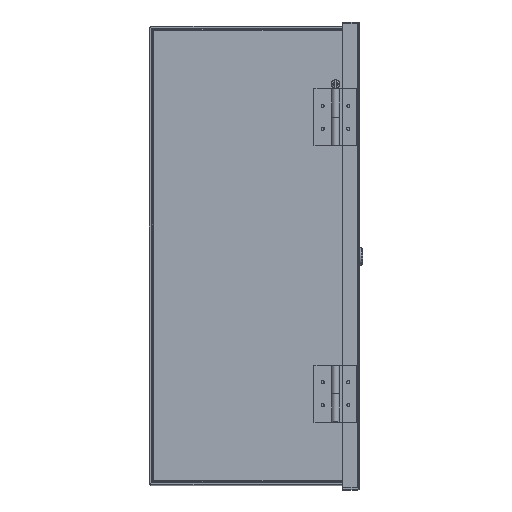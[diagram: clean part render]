
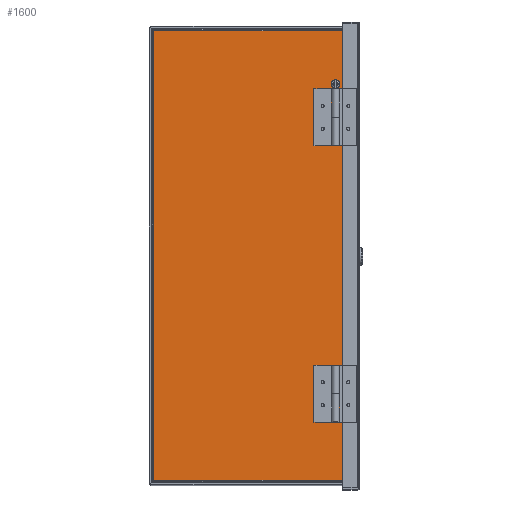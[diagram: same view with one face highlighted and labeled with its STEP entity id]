
A CAD part, top view. The second image highlights one B-rep face of the part: STEP entity #1600.
In plain terms, the highlighted face is planar.
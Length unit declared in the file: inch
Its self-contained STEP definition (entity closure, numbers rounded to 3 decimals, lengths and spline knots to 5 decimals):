
#512 = VERTEX_POINT ( 'NONE', #15094 ) ;
#624 = ORIENTED_EDGE ( 'NONE', *, *, #4807, .T. ) ;
#698 = ORIENTED_EDGE ( 'NONE', *, *, #16405, .T. ) ;
#862 = ORIENTED_EDGE ( 'NONE', *, *, #20876, .T. ) ;
#1227 = VERTEX_POINT ( 'NONE', #12389 ) ;
#1264 = CARTESIAN_POINT ( 'NONE',  ( -12., -7.628, 6.5305 ) ) ;
#1521 = VERTEX_POINT ( 'NONE', #7753 ) ;
#1600 = ADVANCED_FACE ( 'NONE', ( #21863, #5001, #11755, #23383, #16625, #7111 ), #16209, .T. ) ;
#1784 = EDGE_LOOP ( 'NONE', ( #11470, #15976, #862, #24625, #23658, #624 ) ) ;
#2394 = CARTESIAN_POINT ( 'NONE',  ( -12., -0.187, -9.8135 ) ) ;
#2562 = DIRECTION ( 'NONE',  ( 0., -1., 0. ) ) ;
#2574 = CIRCLE ( 'NONE', #9026, 0.07 ) ;
#2745 = DIRECTION ( 'NONE',  ( 0., -1., 0. ) ) ;
#2759 = DIRECTION ( 'NONE',  ( 0., -1., 0. ) ) ;
#3051 = CARTESIAN_POINT ( 'NONE',  ( -12., -8.117, 7.483 ) ) ;
#3128 = DIRECTION ( 'NONE',  ( 1., 0., 0. ) ) ;
#3819 = CARTESIAN_POINT ( 'NONE',  ( -12., -0.187, 9.8135 ) ) ;
#4159 = CIRCLE ( 'NONE', #24475, 0.07 ) ;
#4349 = LINE ( 'NONE', #12322, #12022 ) ;
#4694 = DIRECTION ( 'NONE',  ( 1., 0., 0. ) ) ;
#4709 = LINE ( 'NONE', #25253, #10831 ) ;
#4807 = EDGE_CURVE ( 'NONE', #1521, #10809, #20386, .T. ) ;
#4880 = EDGE_CURVE ( 'NONE', #16010, #14182, #23135, .T. ) ;
#4964 = VERTEX_POINT ( 'NONE', #6792 ) ;
#4974 = CARTESIAN_POINT ( 'NONE',  ( -12., -0.187, -9.8135 ) ) ;
#5001 = FACE_BOUND ( 'NONE', #13568, .T. ) ;
#5344 = CARTESIAN_POINT ( 'NONE',  ( -12., -8.892, 9.3275 ) ) ;
#5690 = AXIS2_PLACEMENT_3D ( 'NONE', #10732, #12764, #8807 ) ;
#6074 = CIRCLE ( 'NONE', #17762, 0.07 ) ;
#6113 = LINE ( 'NONE', #12208, #16806 ) ;
#6792 = CARTESIAN_POINT ( 'NONE',  ( -12., -8.892, -9.8135 ) ) ;
#7111 = FACE_BOUND ( 'NONE', #13590, .T. ) ;
#7741 = CARTESIAN_POINT ( 'NONE',  ( -12., -8.202, 7.483 ) ) ;
#7753 = CARTESIAN_POINT ( 'NONE',  ( -12., -8.892, -9.3275 ) ) ;
#8146 = EDGE_LOOP ( 'NONE', ( #8863, #11239 ) ) ;
#8187 = EDGE_CURVE ( 'NONE', #11264, #13265, #22625, .T. ) ;
#8807 = DIRECTION ( 'NONE',  ( 0., -1., 0. ) ) ;
#8819 = DIRECTION ( 'NONE',  ( 0., -1., 0. ) ) ;
#8852 = EDGE_CURVE ( 'NONE', #1227, #11419, #4159, .T. ) ;
#8863 = ORIENTED_EDGE ( 'NONE', *, *, #15868, .T. ) ;
#9026 = AXIS2_PLACEMENT_3D ( 'NONE', #21255, #9415, #25204 ) ;
#9060 = AXIS2_PLACEMENT_3D ( 'NONE', #2394, #17920, #18266 ) ;
#9231 = DIRECTION ( 'NONE',  ( 0., -1., 0. ) ) ;
#9415 = DIRECTION ( 'NONE',  ( 1., 0., 0. ) ) ;
#9475 = DIRECTION ( 'NONE',  ( 0., 0., -1. ) ) ;
#9979 = DIRECTION ( 'NONE',  ( 0., 1., 0. ) ) ;
#10377 = DIRECTION ( 'NONE',  ( 1., 0., 0. ) ) ;
#10608 = DIRECTION ( 'NONE',  ( 0., 0., 1. ) ) ;
#10732 = CARTESIAN_POINT ( 'NONE',  ( -12., -7.558, -5.5315 ) ) ;
#10809 = VERTEX_POINT ( 'NONE', #5344 ) ;
#10831 = VECTOR ( 'NONE', #9475, 39.37008 ) ;
#11106 = CARTESIAN_POINT ( 'NONE',  ( -12., -8.892, 9.8135 ) ) ;
#11239 = ORIENTED_EDGE ( 'NONE', *, *, #19504, .T. ) ;
#11264 = VERTEX_POINT ( 'NONE', #11106 ) ;
#11419 = VERTEX_POINT ( 'NONE', #16099 ) ;
#11470 = ORIENTED_EDGE ( 'NONE', *, *, #22431, .T. ) ;
#11576 = CARTESIAN_POINT ( 'NONE',  ( -12., -0.187, 9.8135 ) ) ;
#11755 = FACE_BOUND ( 'NONE', #12154, .T. ) ;
#11879 = CIRCLE ( 'NONE', #24096, 0.085 ) ;
#12022 = VECTOR ( 'NONE', #23895, 39.37008 ) ;
#12154 = EDGE_LOOP ( 'NONE', ( #15111, #16030 ) ) ;
#12208 = CARTESIAN_POINT ( 'NONE',  ( -12., -8.892, -9.8135 ) ) ;
#12296 = CARTESIAN_POINT ( 'NONE',  ( -12., -8.892, -9.8135 ) ) ;
#12322 = CARTESIAN_POINT ( 'NONE',  ( -12., -0.187, -9.8135 ) ) ;
#12334 = CARTESIAN_POINT ( 'NONE',  ( -12., -7.488, -5.5315 ) ) ;
#12389 = CARTESIAN_POINT ( 'NONE',  ( -12., -7.628, -6.5315 ) ) ;
#12471 = CARTESIAN_POINT ( 'NONE',  ( -12., -7.558, 5.5305 ) ) ;
#12504 = EDGE_CURVE ( 'NONE', #16263, #22512, #11879, .T. ) ;
#12556 = CARTESIAN_POINT ( 'NONE',  ( -12., -8.892, -9.8135 ) ) ;
#12764 = DIRECTION ( 'NONE',  ( 1., 0., 0. ) ) ;
#12817 = CIRCLE ( 'NONE', #24824, 0.07 ) ;
#12860 = CARTESIAN_POINT ( 'NONE',  ( -12., -7.558, -6.5315 ) ) ;
#13265 = VERTEX_POINT ( 'NONE', #11576 ) ;
#13568 = EDGE_LOOP ( 'NONE', ( #25321, #23229 ) ) ;
#13590 = EDGE_LOOP ( 'NONE', ( #16514, #13992 ) ) ;
#13788 = CIRCLE ( 'NONE', #15063, 0.085 ) ;
#13992 = ORIENTED_EDGE ( 'NONE', *, *, #4880, .T. ) ;
#14182 = VERTEX_POINT ( 'NONE', #1264 ) ;
#14227 = CIRCLE ( 'NONE', #5690, 0.07 ) ;
#14250 = DIRECTION ( 'NONE',  ( 1., 0., 0. ) ) ;
#14411 = DIRECTION ( 'NONE',  ( 0., 0., 1. ) ) ;
#14450 = CARTESIAN_POINT ( 'NONE',  ( -12., -7.558, -6.5315 ) ) ;
#14629 = DIRECTION ( 'NONE',  ( 1., 0., 0. ) ) ;
#14795 = DIRECTION ( 'NONE',  ( 0., -1., 0. ) ) ;
#14848 = CARTESIAN_POINT ( 'NONE',  ( -12., -8.117, 7.483 ) ) ;
#14948 = EDGE_CURVE ( 'NONE', #14182, #16010, #6074, .T. ) ;
#15063 = AXIS2_PLACEMENT_3D ( 'NONE', #3051, #18588, #8819 ) ;
#15094 = CARTESIAN_POINT ( 'NONE',  ( -12., -7.628, 5.5305 ) ) ;
#15111 = ORIENTED_EDGE ( 'NONE', *, *, #19779, .T. ) ;
#15868 = EDGE_CURVE ( 'NONE', #16633, #19728, #14227, .T. ) ;
#15976 = ORIENTED_EDGE ( 'NONE', *, *, #8187, .T. ) ;
#16010 = VERTEX_POINT ( 'NONE', #17533 ) ;
#16030 = ORIENTED_EDGE ( 'NONE', *, *, #18566, .T. ) ;
#16082 = VERTEX_POINT ( 'NONE', #22092 ) ;
#16099 = CARTESIAN_POINT ( 'NONE',  ( -12., -7.488, -6.5315 ) ) ;
#16209 = PLANE ( 'NONE',  #9060 ) ;
#16263 = VERTEX_POINT ( 'NONE', #24142 ) ;
#16405 = EDGE_CURVE ( 'NONE', #11419, #1227, #22453, .T. ) ;
#16514 = ORIENTED_EDGE ( 'NONE', *, *, #14948, .T. ) ;
#16573 = DIRECTION ( 'NONE',  ( 1., 0., 0. ) ) ;
#16625 = FACE_BOUND ( 'NONE', #19946, .T. ) ;
#16633 = VERTEX_POINT ( 'NONE', #23653 ) ;
#16806 = VECTOR ( 'NONE', #14411, 39.37008 ) ;
#17309 = AXIS2_PLACEMENT_3D ( 'NONE', #12860, #3128, #9231 ) ;
#17533 = CARTESIAN_POINT ( 'NONE',  ( -12., -7.488, 6.5305 ) ) ;
#17762 = AXIS2_PLACEMENT_3D ( 'NONE', #18620, #16573, #2759 ) ;
#17821 = EDGE_CURVE ( 'NONE', #22512, #16263, #13788, .T. ) ;
#17920 = DIRECTION ( 'NONE',  ( -1., 0., 0. ) ) ;
#17972 = LINE ( 'NONE', #12556, #22283 ) ;
#18201 = VECTOR ( 'NONE', #23952, 39.37008 ) ;
#18266 = DIRECTION ( 'NONE',  ( 0., -1., 0. ) ) ;
#18371 = DIRECTION ( 'NONE',  ( 0., -1., 0. ) ) ;
#18566 = EDGE_CURVE ( 'NONE', #16082, #512, #18889, .T. ) ;
#18588 = DIRECTION ( 'NONE',  ( 1., 0., 0. ) ) ;
#18620 = CARTESIAN_POINT ( 'NONE',  ( -12., -7.558, 6.5305 ) ) ;
#18889 = CIRCLE ( 'NONE', #21182, 0.07 ) ;
#19504 = EDGE_CURVE ( 'NONE', #19728, #16633, #2574, .T. ) ;
#19728 = VERTEX_POINT ( 'NONE', #12334 ) ;
#19779 = EDGE_CURVE ( 'NONE', #512, #16082, #12817, .T. ) ;
#19858 = VECTOR ( 'NONE', #9979, 39.37008 ) ;
#19946 = EDGE_LOOP ( 'NONE', ( #23978, #698 ) ) ;
#19992 = CARTESIAN_POINT ( 'NONE',  ( -12., -7.558, 6.5305 ) ) ;
#20386 = LINE ( 'NONE', #12296, #18201 ) ;
#20448 = DIRECTION ( 'NONE',  ( 1., 0., 0. ) ) ;
#20626 = CARTESIAN_POINT ( 'NONE',  ( -12., -7.558, 5.5305 ) ) ;
#20876 = EDGE_CURVE ( 'NONE', #13265, #21983, #4709, .T. ) ;
#21182 = AXIS2_PLACEMENT_3D ( 'NONE', #12471, #4694, #2745 ) ;
#21216 = AXIS2_PLACEMENT_3D ( 'NONE', #19992, #14250, #2562 ) ;
#21255 = CARTESIAN_POINT ( 'NONE',  ( -12., -7.558, -5.5315 ) ) ;
#21863 = FACE_OUTER_BOUND ( 'NONE', #1784, .T. ) ;
#21983 = VERTEX_POINT ( 'NONE', #4974 ) ;
#22092 = CARTESIAN_POINT ( 'NONE',  ( -12., -7.488, 5.5305 ) ) ;
#22283 = VECTOR ( 'NONE', #10608, 39.37008 ) ;
#22431 = EDGE_CURVE ( 'NONE', #10809, #11264, #17972, .T. ) ;
#22453 = CIRCLE ( 'NONE', #17309, 0.07 ) ;
#22512 = VERTEX_POINT ( 'NONE', #7741 ) ;
#22625 = LINE ( 'NONE', #3819, #19858 ) ;
#23135 = CIRCLE ( 'NONE', #21216, 0.07 ) ;
#23229 = ORIENTED_EDGE ( 'NONE', *, *, #12504, .T. ) ;
#23383 = FACE_BOUND ( 'NONE', #8146, .T. ) ;
#23653 = CARTESIAN_POINT ( 'NONE',  ( -12., -7.628, -5.5315 ) ) ;
#23658 = ORIENTED_EDGE ( 'NONE', *, *, #24604, .T. ) ;
#23895 = DIRECTION ( 'NONE',  ( 0., -1., 0. ) ) ;
#23937 = EDGE_CURVE ( 'NONE', #21983, #4964, #4349, .T. ) ;
#23952 = DIRECTION ( 'NONE',  ( 0., 0., 1. ) ) ;
#23978 = ORIENTED_EDGE ( 'NONE', *, *, #8852, .T. ) ;
#24074 = DIRECTION ( 'NONE',  ( 0., -1., 0. ) ) ;
#24096 = AXIS2_PLACEMENT_3D ( 'NONE', #14848, #20448, #18371 ) ;
#24142 = CARTESIAN_POINT ( 'NONE',  ( -12., -8.032, 7.483 ) ) ;
#24475 = AXIS2_PLACEMENT_3D ( 'NONE', #14450, #10377, #24074 ) ;
#24604 = EDGE_CURVE ( 'NONE', #4964, #1521, #6113, .T. ) ;
#24625 = ORIENTED_EDGE ( 'NONE', *, *, #23937, .T. ) ;
#24824 = AXIS2_PLACEMENT_3D ( 'NONE', #20626, #14629, #14795 ) ;
#25204 = DIRECTION ( 'NONE',  ( 0., -1., 0. ) ) ;
#25253 = CARTESIAN_POINT ( 'NONE',  ( -12., -0.187, -9.8135 ) ) ;
#25321 = ORIENTED_EDGE ( 'NONE', *, *, #17821, .T. ) ;
